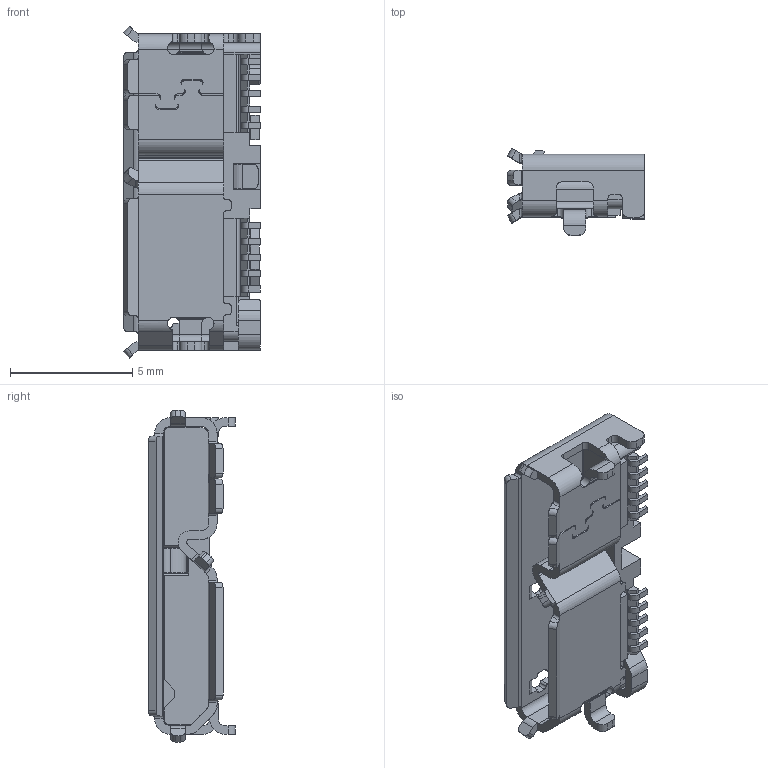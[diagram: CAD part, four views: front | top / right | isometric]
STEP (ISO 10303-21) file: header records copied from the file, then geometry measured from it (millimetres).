
FILE_DESCRIPTION(('CoCreate Modeling STEP Export'),'2;1');
FILE_NAME('ZX360D-B-10P_1.stp','2010-12-08T10:38:38',(''),(''),'CoCreate Modeling STEP processor for AP214 (Solid Model)','CoCreate Modeling 17.0 01-Apr-2010 (C) Parametric Technology GmbH','');
FILE_SCHEMA(('AUTOMOTIVE_DESIGN { 1 0 10303 214 1 1 1 1 }'));
Length unit declared in the file: millimetre
Products named in the file (1): ZX360D-B-10P
Bounding box: 5.6 x 3.55 x 13.57 mm (x, y, z)
Volume: 73.7 mm3; surface area: 396.8 mm2
Topology: 1 solids, 1 shells, 569 faces, 1661 edges, 1066 vertices
Faces by surface type: plane 354, cylinder 211, bspline 4
Entity records: 21694 total; most frequent: CARTESIAN_POINT 5678, ORIENTED_EDGE 3314, DIRECTION 2802, EDGE_CURVE 1657, VECTOR 1102, LINE 1102, VERTEX_POINT 1066, AXIS2_PLACEMENT_3D 850
